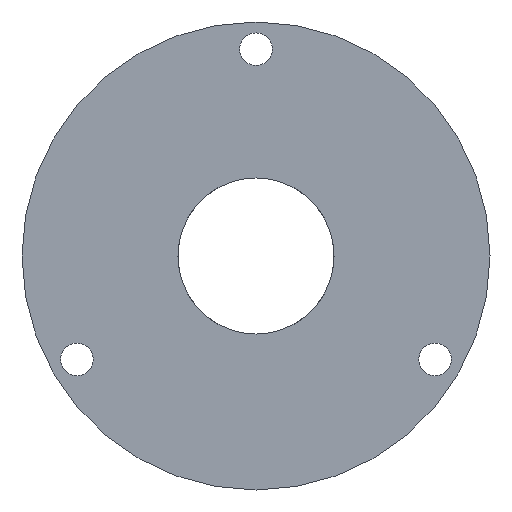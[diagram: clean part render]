
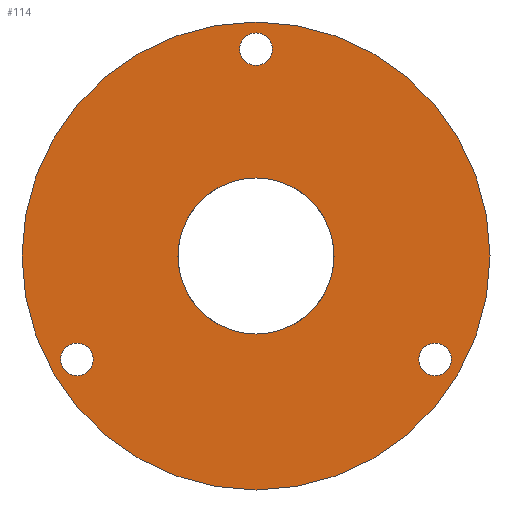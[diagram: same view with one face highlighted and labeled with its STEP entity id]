
A CAD part, front view. The second image highlights one B-rep face of the part: STEP entity #114.
In plain terms, the highlighted planar face has unit normal (0, -1, 0).
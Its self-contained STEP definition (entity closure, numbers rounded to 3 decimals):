
#12 = ORIENTED_EDGE ( 'NONE', *, *, #703, .T. ) ;
#23 = ORIENTED_EDGE ( 'NONE', *, *, #343, .T. ) ;
#25 = DIRECTION ( 'NONE',  ( 0., 0., 1. ) ) ;
#29 = VERTEX_POINT ( 'NONE', #300 ) ;
#36 = VERTEX_POINT ( 'NONE', #622 ) ;
#41 = DIRECTION ( 'NONE',  ( 0., 0., 1. ) ) ;
#56 = AXIS2_PLACEMENT_3D ( 'NONE', #950, #543, #866 ) ;
#71 = VERTEX_POINT ( 'NONE', #685 ) ;
#83 = CIRCLE ( 'NONE', #1066, 1.5 ) ;
#99 = CARTESIAN_POINT ( 'NONE',  ( 16.454, 0., -9.5 ) ) ;
#100 = ORIENTED_EDGE ( 'NONE', *, *, #997, .F. ) ;
#114 = ADVANCED_FACE ( 'NONE', ( #627, #122, #954, #786, #287 ), #225, .F. ) ;
#115 = AXIS2_PLACEMENT_3D ( 'NONE', #284, #840, #25 ) ;
#122 = FACE_BOUND ( 'NONE', #163, .T. ) ;
#125 = DIRECTION ( 'NONE',  ( 0., 0., 1. ) ) ;
#139 = CARTESIAN_POINT ( 'NONE',  ( 16.454, 0., -11. ) ) ;
#163 = EDGE_LOOP ( 'NONE', ( #767, #12 ) ) ;
#225 = PLANE ( 'NONE',  #1030 ) ;
#234 = CARTESIAN_POINT ( 'NONE',  ( 0., 0., 20.5 ) ) ;
#235 = AXIS2_PLACEMENT_3D ( 'NONE', #416, #503, #888 ) ;
#255 = DIRECTION ( 'NONE',  ( 0., 0., 1. ) ) ;
#265 = DIRECTION ( 'NONE',  ( 0., 1., 0. ) ) ;
#281 = VERTEX_POINT ( 'NONE', #937 ) ;
#284 = CARTESIAN_POINT ( 'NONE',  ( -16.454, 0., -9.5 ) ) ;
#287 = FACE_BOUND ( 'NONE', #768, .T. ) ;
#300 = CARTESIAN_POINT ( 'NONE',  ( 0., 0., 21.5 ) ) ;
#305 = EDGE_CURVE ( 'NONE', #71, #541, #528, .T. ) ;
#340 = CARTESIAN_POINT ( 'NONE',  ( 0., 0., 0. ) ) ;
#343 = EDGE_CURVE ( 'NONE', #541, #71, #820, .T. ) ;
#355 = AXIS2_PLACEMENT_3D ( 'NONE', #99, #933, #430 ) ;
#370 = CARTESIAN_POINT ( 'NONE',  ( -16.454, 0., -9.5 ) ) ;
#397 = ORIENTED_EDGE ( 'NONE', *, *, #635, .T. ) ;
#403 = ORIENTED_EDGE ( 'NONE', *, *, #305, .T. ) ;
#412 = CARTESIAN_POINT ( 'NONE',  ( 0., 0., 19. ) ) ;
#416 = CARTESIAN_POINT ( 'NONE',  ( 0., 0., 0. ) ) ;
#422 = EDGE_CURVE ( 'NONE', #984, #955, #987, .T. ) ;
#425 = AXIS2_PLACEMENT_3D ( 'NONE', #340, #265, #983 ) ;
#429 = CARTESIAN_POINT ( 'NONE',  ( 0., 0., 0. ) ) ;
#430 = DIRECTION ( 'NONE',  ( 0., 0., 1. ) ) ;
#445 = AXIS2_PLACEMENT_3D ( 'NONE', #429, #589, #1008 ) ;
#459 = DIRECTION ( 'NONE',  ( 0., 1., 0. ) ) ;
#460 = EDGE_LOOP ( 'NONE', ( #397, #506 ) ) ;
#503 = DIRECTION ( 'NONE',  ( 0., 1., 0. ) ) ;
#505 = CIRCLE ( 'NONE', #445, 7.175 ) ;
#506 = ORIENTED_EDGE ( 'NONE', *, *, #422, .T. ) ;
#528 = CIRCLE ( 'NONE', #115, 1.5 ) ;
#531 = EDGE_CURVE ( 'NONE', #36, #281, #891, .T. ) ;
#541 = VERTEX_POINT ( 'NONE', #734 ) ;
#543 = DIRECTION ( 'NONE',  ( 0., 1., 0. ) ) ;
#547 = EDGE_LOOP ( 'NONE', ( #23, #403 ) ) ;
#550 = CARTESIAN_POINT ( 'NONE',  ( 0., 0., 0. ) ) ;
#560 = CARTESIAN_POINT ( 'NONE',  ( 0., 0., 0. ) ) ;
#575 = DIRECTION ( 'NONE',  ( 0., 0., 1. ) ) ;
#583 = EDGE_CURVE ( 'NONE', #892, #29, #792, .T. ) ;
#589 = DIRECTION ( 'NONE',  ( 0., 1., 0. ) ) ;
#611 = DIRECTION ( 'NONE',  ( 0., 1., 0. ) ) ;
#622 = CARTESIAN_POINT ( 'NONE',  ( 0., 0., -7.175 ) ) ;
#627 = FACE_OUTER_BOUND ( 'NONE', #958, .T. ) ;
#631 = AXIS2_PLACEMENT_3D ( 'NONE', #412, #735, #255 ) ;
#635 = EDGE_CURVE ( 'NONE', #955, #984, #83, .T. ) ;
#636 = ORIENTED_EDGE ( 'NONE', *, *, #1064, .T. ) ;
#646 = AXIS2_PLACEMENT_3D ( 'NONE', #560, #873, #41 ) ;
#675 = CIRCLE ( 'NONE', #646, 21.5 ) ;
#683 = CARTESIAN_POINT ( 'NONE',  ( 16.454, 0., -8. ) ) ;
#685 = CARTESIAN_POINT ( 'NONE',  ( -16.454, 0., -8. ) ) ;
#700 = VERTEX_POINT ( 'NONE', #683 ) ;
#701 = ORIENTED_EDGE ( 'NONE', *, *, #583, .F. ) ;
#703 = EDGE_CURVE ( 'NONE', #281, #36, #505, .T. ) ;
#714 = AXIS2_PLACEMENT_3D ( 'NONE', #370, #611, #125 ) ;
#716 = CARTESIAN_POINT ( 'NONE',  ( 0., 0., 17.5 ) ) ;
#734 = CARTESIAN_POINT ( 'NONE',  ( -16.454, 0., -11. ) ) ;
#735 = DIRECTION ( 'NONE',  ( 0., 1., 0. ) ) ;
#767 = ORIENTED_EDGE ( 'NONE', *, *, #531, .T. ) ;
#768 = EDGE_LOOP ( 'NONE', ( #1005, #636 ) ) ;
#786 = FACE_BOUND ( 'NONE', #547, .T. ) ;
#790 = DIRECTION ( 'NONE',  ( 0., 0., 1. ) ) ;
#792 = CIRCLE ( 'NONE', #235, 21.5 ) ;
#808 = CARTESIAN_POINT ( 'NONE',  ( 0., 0., 19. ) ) ;
#820 = CIRCLE ( 'NONE', #714, 1.5 ) ;
#829 = VERTEX_POINT ( 'NONE', #139 ) ;
#840 = DIRECTION ( 'NONE',  ( 0., 1., 0. ) ) ;
#846 = EDGE_CURVE ( 'NONE', #829, #700, #1034, .T. ) ;
#866 = DIRECTION ( 'NONE',  ( 0., 0., 1. ) ) ;
#868 = CIRCLE ( 'NONE', #355, 1.5 ) ;
#873 = DIRECTION ( 'NONE',  ( 0., 1., 0. ) ) ;
#888 = DIRECTION ( 'NONE',  ( 0., 0., 1. ) ) ;
#891 = CIRCLE ( 'NONE', #425, 7.175 ) ;
#892 = VERTEX_POINT ( 'NONE', #969 ) ;
#933 = DIRECTION ( 'NONE',  ( 0., 1., 0. ) ) ;
#937 = CARTESIAN_POINT ( 'NONE',  ( 0., 0., 7.175 ) ) ;
#950 = CARTESIAN_POINT ( 'NONE',  ( 16.454, 0., -9.5 ) ) ;
#954 = FACE_BOUND ( 'NONE', #460, .T. ) ;
#955 = VERTEX_POINT ( 'NONE', #716 ) ;
#958 = EDGE_LOOP ( 'NONE', ( #701, #100 ) ) ;
#969 = CARTESIAN_POINT ( 'NONE',  ( 0., 0., -21.5 ) ) ;
#980 = DIRECTION ( 'NONE',  ( 0., 1., 0. ) ) ;
#983 = DIRECTION ( 'NONE',  ( 0., 0., 1. ) ) ;
#984 = VERTEX_POINT ( 'NONE', #234 ) ;
#987 = CIRCLE ( 'NONE', #631, 1.5 ) ;
#997 = EDGE_CURVE ( 'NONE', #29, #892, #675, .T. ) ;
#1005 = ORIENTED_EDGE ( 'NONE', *, *, #846, .T. ) ;
#1008 = DIRECTION ( 'NONE',  ( 0., 0., 1. ) ) ;
#1030 = AXIS2_PLACEMENT_3D ( 'NONE', #550, #459, #790 ) ;
#1034 = CIRCLE ( 'NONE', #56, 1.5 ) ;
#1064 = EDGE_CURVE ( 'NONE', #700, #829, #868, .T. ) ;
#1066 = AXIS2_PLACEMENT_3D ( 'NONE', #808, #980, #575 ) ;
